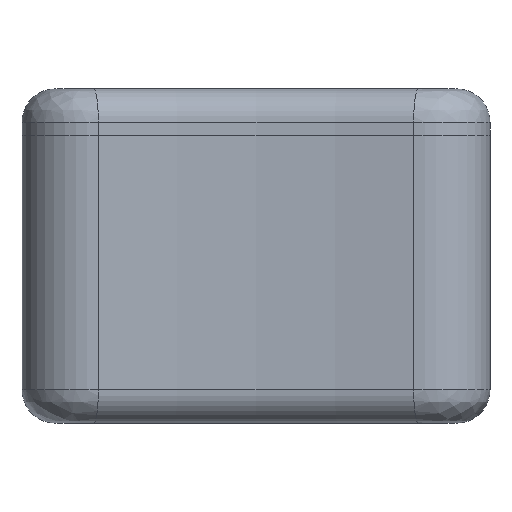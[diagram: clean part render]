
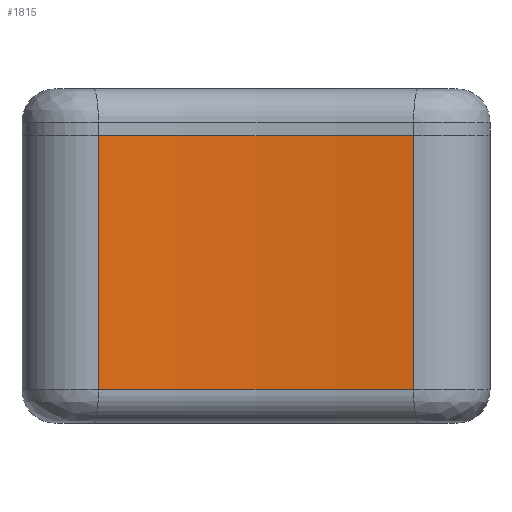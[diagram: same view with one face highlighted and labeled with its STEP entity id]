
A CAD part, front view. The second image highlights one B-rep face of the part: STEP entity #1815.
In plain terms, the highlighted cylindrical face has radius 211.897 mm (diameter 423.794 mm), a partial arc.
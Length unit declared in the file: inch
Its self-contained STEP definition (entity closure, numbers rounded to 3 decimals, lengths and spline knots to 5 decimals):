
#84=CYLINDRICAL_SURFACE('',#2034,8.34239);
#237=FACE_OUTER_BOUND('',#366,.T.);
#366=EDGE_LOOP('',(#1499,#1500,#1501,#1502));
#478=LINE('',#3163,#585);
#479=LINE('',#3165,#586);
#585=VECTOR('',#2520,0.3937);
#586=VECTOR('',#2523,0.3937);
#644=CIRCLE('',#1880,8.34239);
#703=CIRCLE('',#2026,8.34239);
#770=VERTEX_POINT('',#2815);
#771=VERTEX_POINT('',#2817);
#863=VERTEX_POINT('',#3128);
#864=VERTEX_POINT('',#3132);
#937=EDGE_CURVE('',#770,#771,#644,.F.);
#1076=EDGE_CURVE('',#863,#864,#703,.T.);
#1084=EDGE_CURVE('',#771,#863,#478,.T.);
#1085=EDGE_CURVE('',#864,#770,#479,.T.);
#1499=ORIENTED_EDGE('',*,*,#1076,.F.);
#1500=ORIENTED_EDGE('',*,*,#1084,.F.);
#1501=ORIENTED_EDGE('',*,*,#937,.F.);
#1502=ORIENTED_EDGE('',*,*,#1085,.F.);
#1815=ADVANCED_FACE('',(#237),#84,.F.);
#1880=AXIS2_PLACEMENT_3D('',#2818,#2162,#2163);
#2026=AXIS2_PLACEMENT_3D('',#3134,#2498,#2499);
#2034=AXIS2_PLACEMENT_3D('',#3164,#2521,#2522);
#2162=DIRECTION('center_axis',(0.,0.,1.));
#2163=DIRECTION('ref_axis',(-0.24,0.971,0.));
#2498=DIRECTION('center_axis',(0.,0.,1.));
#2499=DIRECTION('ref_axis',(0.,1.,0.));
#2520=DIRECTION('',(0.,0.,-1.));
#2521=DIRECTION('center_axis',(0.,0.,1.));
#2522=DIRECTION('ref_axis',(-0.24,0.971,0.));
#2523=DIRECTION('',(0.,0.,1.));
#2815=CARTESIAN_POINT('',(0.82068,0.15951,2.15));
#2817=CARTESIAN_POINT('',(3.17932,0.15951,2.15));
#2818=CARTESIAN_POINT('Origin',(2.,-8.09911,2.15));
#3128=CARTESIAN_POINT('',(3.17932,0.15951,0.25));
#3132=CARTESIAN_POINT('',(0.82068,0.15951,0.25));
#3134=CARTESIAN_POINT('Origin',(2.,-8.09911,0.25));
#3163=CARTESIAN_POINT('',(3.17932,0.15951,0.));
#3164=CARTESIAN_POINT('Origin',(2.,-8.09911,0.));
#3165=CARTESIAN_POINT('',(0.82068,0.15951,1.75));
